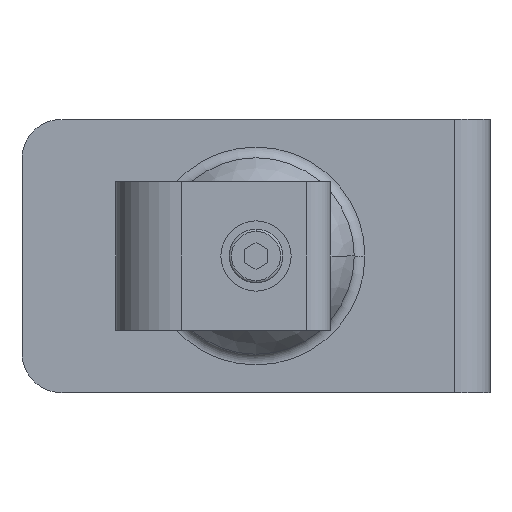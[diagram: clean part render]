
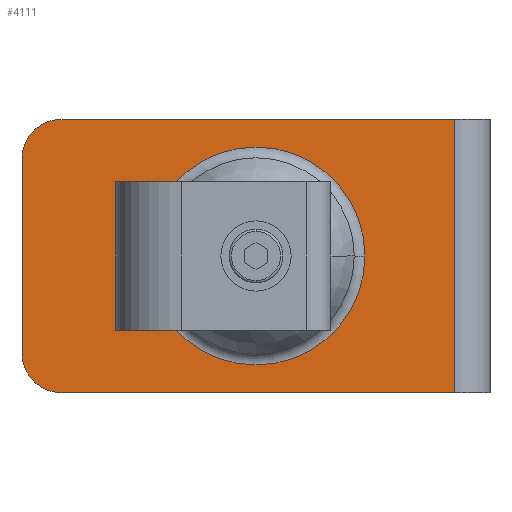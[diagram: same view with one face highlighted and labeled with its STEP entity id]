
A CAD part, left-side view. The second image highlights one B-rep face of the part: STEP entity #4111.
In plain terms, the highlighted planar face has unit normal (-1, 0, 0).
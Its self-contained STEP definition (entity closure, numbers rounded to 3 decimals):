
#1162=CARTESIAN_POINT('',(17.725,-9.505,
-0.012));
#1163=DIRECTION('',(-1.,0.,0.));
#1164=DIRECTION('',(0.,-1.,0.));
#1165=AXIS2_PLACEMENT_3D('',#1162,#1163,#1164);
#1177=CARTESIAN_POINT('',(17.725,15.495,12.488));
#1178=DIRECTION('',(-1.,0.,0.));
#1179=DIRECTION('',(0.,0.,1.));
#1180=AXIS2_PLACEMENT_3D('',#1177,#1178,#1179);
#1182=CARTESIAN_POINT('',(17.725,15.495,-12.512));
#1183=DIRECTION('',(-1.,0.,0.));
#1184=DIRECTION('',(0.,1.,0.));
#1185=AXIS2_PLACEMENT_3D('',#1182,#1183,#1184);
#1191=DIRECTION('',(0.,0.,-1.));
#1192=VECTOR('',#1191,25.);
#1193=CARTESIAN_POINT('',(17.725,20.495,12.488));
#1194=LINE('',#1193,#1192);
#1239=DIRECTION('',(0.,1.,0.));
#1240=VECTOR('',#1239,50.5);
#1241=CARTESIAN_POINT('',(17.725,-35.005,
-17.512));
#1242=LINE('',#1241,#1240);
#1309=DIRECTION('',(0.,-1.,0.));
#1310=VECTOR('',#1309,50.5);
#1311=CARTESIAN_POINT('',(17.725,15.495,17.488));
#1312=LINE('',#1311,#1310);
#1329=DIRECTION('',(0.,0.,1.));
#1330=VECTOR('',#1329,35.);
#1331=CARTESIAN_POINT('',(17.725,-35.005,
-17.512));
#1332=LINE('',#1331,#1330);
#1457=CARTESIAN_POINT('',(17.725,-9.505,
-0.012));
#1458=DIRECTION('',(-1.,0.,0.));
#1459=DIRECTION('',(0.,1.,0.));
#1460=AXIS2_PLACEMENT_3D('',#1457,#1458,#1459);
#1753=CARTESIAN_POINT('',(17.725,4.461,
-0.012));
#1754=CARTESIAN_POINT('',(17.725,-23.47,
-0.012));
#1755=VERTEX_POINT('',#1753);
#1756=VERTEX_POINT('',#1754);
#1769=CARTESIAN_POINT('',(17.725,-35.005,17.488));
#1771=VERTEX_POINT('',#1769);
#1782=CARTESIAN_POINT('',(17.725,-35.005,
-17.512));
#1784=VERTEX_POINT('',#1782);
#1801=CARTESIAN_POINT('',(17.725,15.495,17.488));
#1802=CARTESIAN_POINT('',(17.725,20.495,12.488));
#1803=VERTEX_POINT('',#1801);
#1804=VERTEX_POINT('',#1802);
#1813=CARTESIAN_POINT('',(17.725,20.495,-12.512));
#1814=VERTEX_POINT('',#1813);
#1815=CARTESIAN_POINT('',(17.725,15.495,-17.512));
#1816=VERTEX_POINT('',#1815);
#4087=CARTESIAN_POINT('',(17.725,6.495,-15.012));
#4088=DIRECTION('',(-1.,0.,0.));
#4089=DIRECTION('',(0.,-1.,0.));
#4090=AXIS2_PLACEMENT_3D('',#4087,#4088,#4089);
#4091=PLANE('',#4090);
#4093=ORIENTED_EDGE('',*,*,#4092,.F.);
#4095=ORIENTED_EDGE('',*,*,#4094,.T.);
#4097=ORIENTED_EDGE('',*,*,#4096,.F.);
#4099=ORIENTED_EDGE('',*,*,#4098,.T.);
#4101=ORIENTED_EDGE('',*,*,#4100,.F.);
#4103=ORIENTED_EDGE('',*,*,#4102,.F.);
#4104=EDGE_LOOP('',(#4093,#4095,#4097,#4099,#4101,#4103));
#4105=FACE_OUTER_BOUND('',#4104,.F.);
#4107=ORIENTED_EDGE('',*,*,#4106,.T.);
#4108=ORIENTED_EDGE('',*,*,#4070,.T.);
#4109=EDGE_LOOP('',(#4107,#4108));
#4110=FACE_BOUND('',#4109,.F.);
#4111=ADVANCED_FACE('',(#4105,#4110),#4091,.T.);
#1166=CIRCLE('',#1165,13.966);
#1181=CIRCLE('',#1180,5.);
#1186=CIRCLE('',#1185,5.);
#1461=CIRCLE('',#1460,13.966);
#4070=EDGE_CURVE('',#1756,#1755,#1166,.T.);
#4092=EDGE_CURVE('',#1803,#1804,#1181,.T.);
#4094=EDGE_CURVE('',#1803,#1771,#1312,.T.);
#4096=EDGE_CURVE('',#1784,#1771,#1332,.T.);
#4098=EDGE_CURVE('',#1784,#1816,#1242,.T.);
#4100=EDGE_CURVE('',#1814,#1816,#1186,.T.);
#4102=EDGE_CURVE('',#1804,#1814,#1194,.T.);
#4106=EDGE_CURVE('',#1755,#1756,#1461,.T.);
